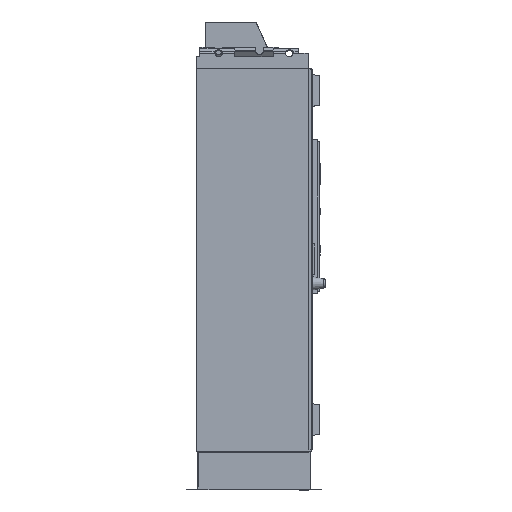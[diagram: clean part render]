
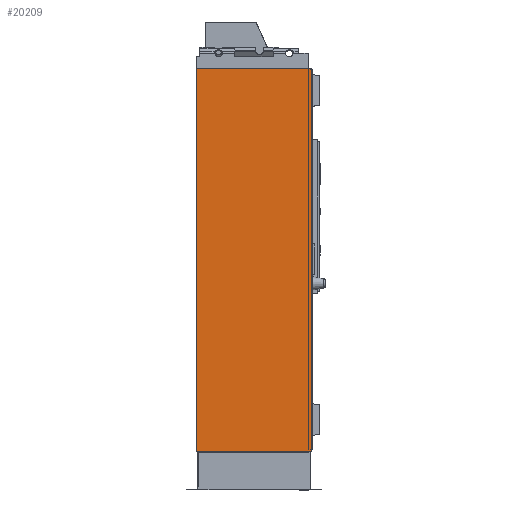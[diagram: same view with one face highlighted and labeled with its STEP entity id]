
A CAD part, left-side view. The second image highlights one B-rep face of the part: STEP entity #20209.
In plain terms, the highlighted planar face has unit normal (-1, 0, 0).
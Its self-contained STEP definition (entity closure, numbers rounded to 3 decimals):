
#20209=ADVANCED_FACE('',(#25185),#22669,.T.);
#22669=PLANE('',#75683);
#25185=FACE_OUTER_BOUND('',#28921,.T.);
#28921=EDGE_LOOP('',(#41473,#41474,#41475,#41476));
#41473=ORIENTED_EDGE('',*,*,#57291,.F.);
#41474=ORIENTED_EDGE('',*,*,#57289,.T.);
#41475=ORIENTED_EDGE('',*,*,#57292,.F.);
#41476=ORIENTED_EDGE('',*,*,#57293,.F.);
#50028=VERTEX_POINT('',#108775);
#50029=VERTEX_POINT('',#108777);
#50030=VERTEX_POINT('',#108781);
#50031=VERTEX_POINT('',#108783);
#57289=EDGE_CURVE('',#50029,#50028,#64091,.T.);
#57291=EDGE_CURVE('',#50029,#50030,#64093,.T.);
#57292=EDGE_CURVE('',#50031,#50028,#64094,.T.);
#57293=EDGE_CURVE('',#50030,#50031,#64095,.T.);
#64091=LINE('',#108776,#70736);
#64093=LINE('',#108780,#70738);
#64094=LINE('',#108782,#70739);
#64095=LINE('',#108784,#70740);
#70736=VECTOR('',#87604,1.);
#70738=VECTOR('',#87608,1.);
#70739=VECTOR('',#87609,1.);
#70740=VECTOR('',#87610,1.);
#75683=AXIS2_PLACEMENT_3D('',#108785,#87611,#87612);
#87604=DIRECTION('',(0.,0.,-1.));
#87608=DIRECTION('',(0.,-1.,0.));
#87609=DIRECTION('',(0.,1.,0.));
#87610=DIRECTION('',(0.,0.,-1.));
#87611=DIRECTION('',(-1.,0.,0.));
#87612=DIRECTION('',(0.,0.,1.));
#108775=CARTESIAN_POINT('',(-1750.,600.,-100.));
#108776=CARTESIAN_POINT('',(-1750.,600.,1932.5));
#108777=CARTESIAN_POINT('',(-1750.,600.,1899.5));
#108780=CARTESIAN_POINT('',(-1750.,600.,1899.5));
#108781=CARTESIAN_POINT('',(-1750.,0.,1899.5));
#108782=CARTESIAN_POINT('',(-1750.,600.,-100.));
#108783=CARTESIAN_POINT('',(-1750.,0.,-100.));
#108784=CARTESIAN_POINT('',(-1750.,0.,0.));
#108785=CARTESIAN_POINT('',(-1750.,300.,1932.5));
